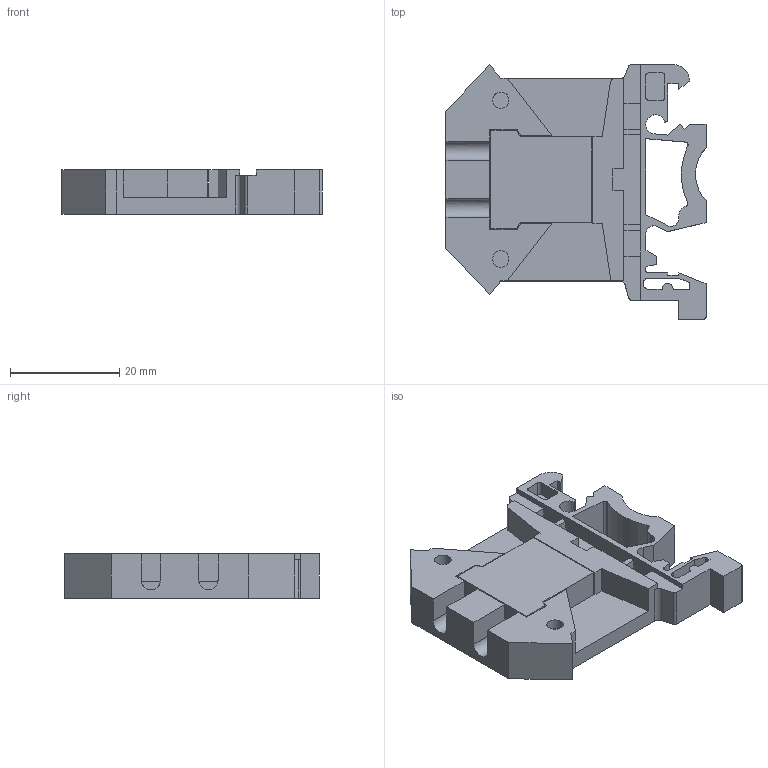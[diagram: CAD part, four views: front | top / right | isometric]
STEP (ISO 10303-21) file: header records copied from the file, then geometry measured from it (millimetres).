
FILE_DESCRIPTION (( 'STEP AP203' ), '1' );
FILE_NAME ('YZN10-002-K07 Çàæèì íàáîðíûé ÇÍÈ-2,5ìì2 (JXB24À) ñèíèé ÈÝÊ.STEP', '2016-08-24T13:07:59', ( '' ), ( '' ), 'SwSTEP 2.0', 'SolidWorks 2014', '' );
FILE_SCHEMA (( 'CONFIG_CONTROL_DESIGN' ));
Length unit declared in the file: millimetre
Products named in the file (1): YZN10-002-K07 Çàæèì íàáîðíûé ÇÍÈ-2,5ìì2 (JXB24À) ñèíèé ÈÝÊ
Bounding box: 47.5 x 46.5 x 8.1 mm (x, y, z)
Volume: 9434.5 mm3; surface area: 7176.8 mm2
Topology: 1 solids, 1 shells, 311 faces, 863 edges, 574 vertices
Faces by surface type: plane 242, cylinder 38, bspline 31
Entity records: 11688 total; most frequent: CARTESIAN_POINT 3764, ORIENTED_EDGE 1726, DIRECTION 1443, EDGE_CURVE 863, VECTOR 721, LINE 721, VERTEX_POINT 574, AXIS2_PLACEMENT_3D 361
